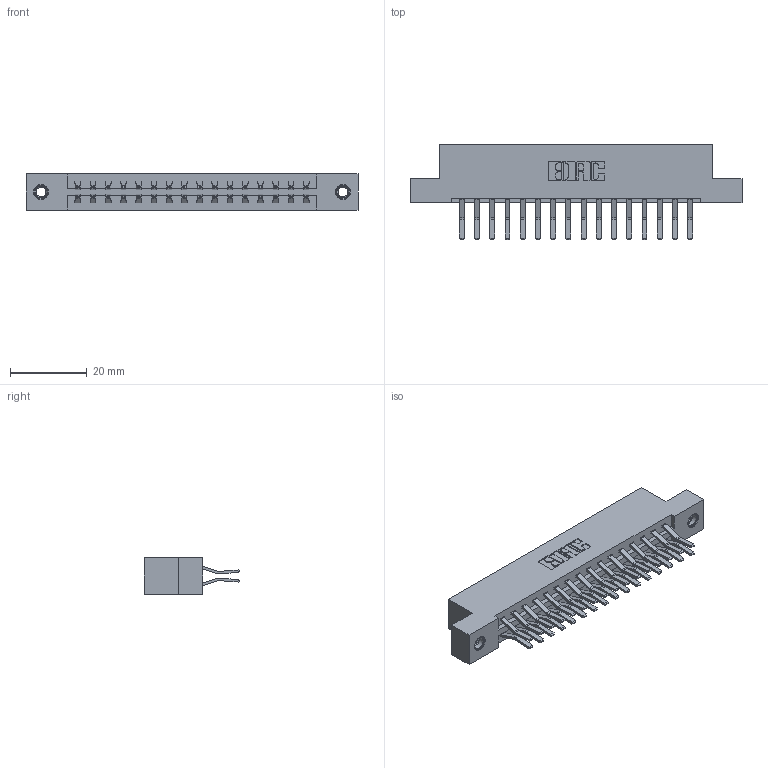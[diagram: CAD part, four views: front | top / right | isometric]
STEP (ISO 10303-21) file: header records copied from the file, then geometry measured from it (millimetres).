
FILE_DESCRIPTION (( 'STEP AP203' ), '1' );
FILE_NAME ('387-032-560-207.STEP', '2019-10-17T16:44:02', ( '' ), ( '' ), 'SwSTEP 2.0', 'SolidWorks 2016', '' );
FILE_SCHEMA (( 'CONFIG_CONTROL_DESIGN' ));
Length unit declared in the file: inch
Products named in the file (4): 345-292-001_560 Tail; 345-250-001_345-250-005-103; 387-032-560-207; 337 Part_Flush Mounting Lugs - 0.156 Dia-TI
Assembly tree (35 placements, depth 2):
  387-032-560-207
    337 Part_Flush Mounting Lugs - 0.156 Dia-TI
    345-292-001_560 Tail  x32
    345-250-001_345-250-005-103  x2
Bounding box: 86.41 x 24.78 x 9.4 mm (x, y, z)
Volume: 8956.8 mm3; surface area: 10516.1 mm2
Topology: 35 solids, 35 shells, 1966 faces, 5791 edges, 3810 vertices
Faces by surface type: plane 1318, cylinder 632, cone 12, torus 4
Entity records: 17042 total; most frequent: CARTESIAN_POINT 2873, ORIENTED_EDGE 2802, DIRECTION 2527, EDGE_CURVE 1401, LINE 1249, VECTOR 1249, VERTEX_POINT 928, AXIS2_PLACEMENT_3D 639
